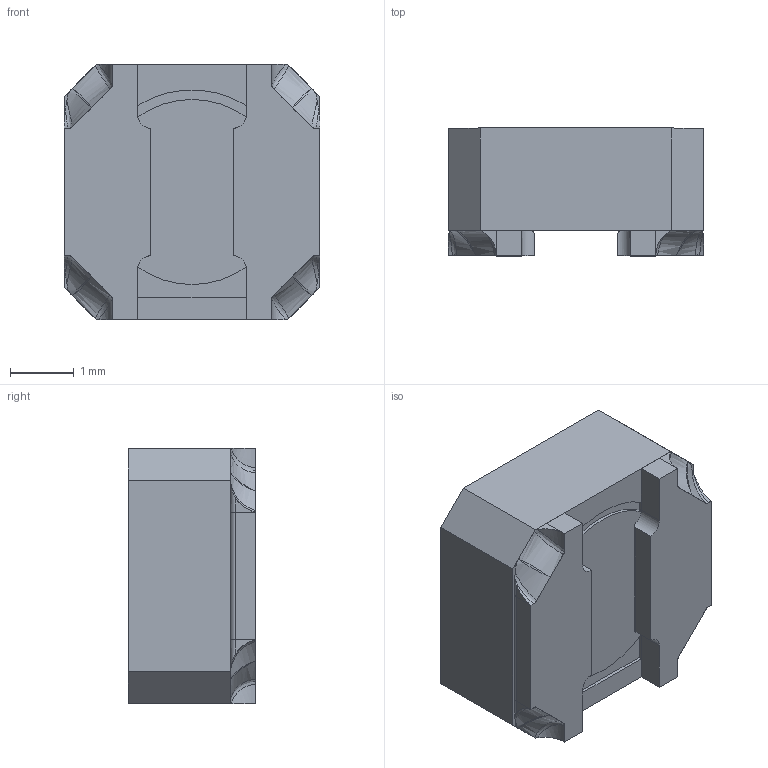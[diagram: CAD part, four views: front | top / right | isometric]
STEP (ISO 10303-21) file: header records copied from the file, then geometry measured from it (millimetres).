
FILE_DESCRIPTION (( 'STEP AP214' ), '1' );
FILE_NAME ('VLCF4020T-1R8N1R9.STEP', '2022-01-12T19:09:52', ( '' ), ( '' ), 'SwSTEP 2.0', 'SolidWorks 2017', '' );
FILE_SCHEMA (( 'AUTOMOTIVE_DESIGN' ));
Length unit declared in the file: millimetre
Products named in the file (1): VLCF4020T-1R8N1R9
Bounding box: 4 x 2 x 4 mm (x, y, z)
Volume: 28 mm3; surface area: 87.3 mm2
Topology: 8 solids, 8 shells, 143 faces, 350 edges, 220 vertices
Faces by surface type: plane 85, cylinder 30, bspline 28
Entity records: 4893 total; most frequent: CARTESIAN_POINT 1654, ORIENTED_EDGE 684, DIRECTION 562, EDGE_CURVE 342, VERTEX_POINT 220, VECTOR 218, LINE 218, AXIS2_PLACEMENT_3D 172
